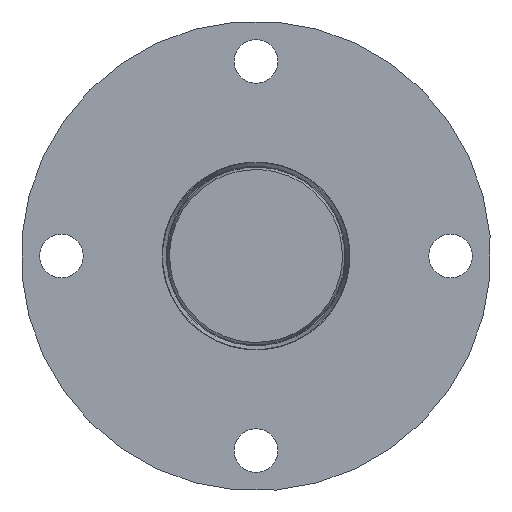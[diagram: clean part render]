
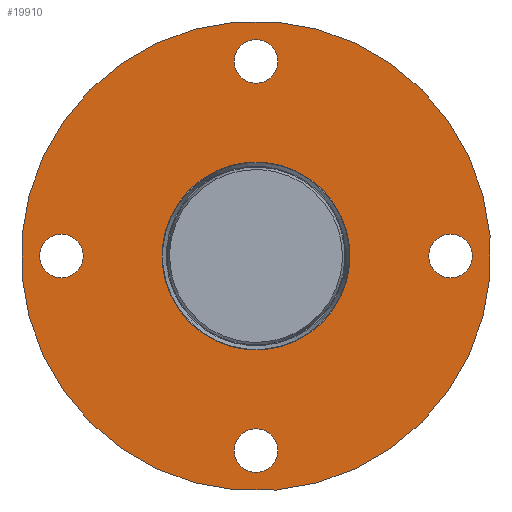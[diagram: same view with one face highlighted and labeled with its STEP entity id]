
A CAD part, front view. The second image highlights one B-rep face of the part: STEP entity #19910.
In plain terms, the highlighted planar face has unit normal (0, -1, 0).
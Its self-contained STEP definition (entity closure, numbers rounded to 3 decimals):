
#76 = VERTEX_POINT ( 'NONE', #22021 ) ;
#182 = AXIS2_PLACEMENT_3D ( 'NONE', #13398, #7342, #33255 ) ;
#304 = AXIS2_PLACEMENT_3D ( 'NONE', #35794, #19195, #4687 ) ;
#323 = DIRECTION ( 'NONE',  ( 0.707, 0., 0.707 ) ) ;
#1673 = EDGE_CURVE ( 'NONE', #10874, #8017, #33289, .T. ) ;
#1882 = EDGE_CURVE ( 'NONE', #8017, #10874, #35085, .T. ) ;
#1990 = VERTEX_POINT ( 'NONE', #22129 ) ;
#3321 = AXIS2_PLACEMENT_3D ( 'NONE', #16827, #17207, #14344 ) ;
#3368 = CIRCLE ( 'NONE', #3321, 6.5 ) ;
#3441 = VERTEX_POINT ( 'NONE', #35876 ) ;
#3625 = ORIENTED_EDGE ( 'NONE', *, *, #28944, .F. ) ;
#4117 = CARTESIAN_POINT ( 'NONE',  ( 0., -20., -58. ) ) ;
#4687 = DIRECTION ( 'NONE',  ( -0.707, 0., -0.707 ) ) ;
#4929 = ORIENTED_EDGE ( 'NONE', *, *, #1673, .F. ) ;
#5249 = CARTESIAN_POINT ( 'NONE',  ( 0., -20., 0. ) ) ;
#5628 = FACE_BOUND ( 'NONE', #35204, .T. ) ;
#5679 = AXIS2_PLACEMENT_3D ( 'NONE', #5249, #16662, #36477 ) ;
#5756 = CIRCLE ( 'NONE', #26963, 70. ) ;
#6509 = FACE_BOUND ( 'NONE', #31282, .T. ) ;
#6744 = DIRECTION ( 'NONE',  ( -0.707, 0., -0.707 ) ) ;
#7342 = DIRECTION ( 'NONE',  ( 0., -1., 0. ) ) ;
#7546 = AXIS2_PLACEMENT_3D ( 'NONE', #4117, #12311, #6744 ) ;
#7621 = DIRECTION ( 'NONE',  ( -0.707, 0., -0.707 ) ) ;
#7675 = CARTESIAN_POINT ( 'NONE',  ( -49.497, -20., -49.497 ) ) ;
#7810 = FACE_BOUND ( 'NONE', #34119, .T. ) ;
#7820 = AXIS2_PLACEMENT_3D ( 'NONE', #24760, #18926, #7621 ) ;
#7951 = VERTEX_POINT ( 'NONE', #26449 ) ;
#8017 = VERTEX_POINT ( 'NONE', #29294 ) ;
#8143 = EDGE_LOOP ( 'NONE', ( #31289, #32484 ) ) ;
#8408 = VERTEX_POINT ( 'NONE', #29265 ) ;
#8440 = DIRECTION ( 'NONE',  ( 0., -1., 0. ) ) ;
#9003 = DIRECTION ( 'NONE',  ( 0., 1., 0. ) ) ;
#9319 = VERTEX_POINT ( 'NONE', #32083 ) ;
#10278 = VERTEX_POINT ( 'NONE', #22209 ) ;
#10426 = VERTEX_POINT ( 'NONE', #11905 ) ;
#10481 = FACE_BOUND ( 'NONE', #34756, .T. ) ;
#10538 = CIRCLE ( 'NONE', #29840, 70. ) ;
#10874 = VERTEX_POINT ( 'NONE', #18302 ) ;
#11905 = CARTESIAN_POINT ( 'NONE',  ( -4.596, -20., 53.404 ) ) ;
#12124 = EDGE_CURVE ( 'NONE', #14425, #1990, #10538, .T. ) ;
#12311 = DIRECTION ( 'NONE',  ( 0., -1., 0. ) ) ;
#12767 = CIRCLE ( 'NONE', #19879, 28. ) ;
#12999 = DIRECTION ( 'NONE',  ( 0., 1., 0. ) ) ;
#13398 = CARTESIAN_POINT ( 'NONE',  ( 0., -20., 58. ) ) ;
#13869 = EDGE_CURVE ( 'NONE', #7951, #10426, #35828, .T. ) ;
#14001 = ORIENTED_EDGE ( 'NONE', *, *, #15329, .F. ) ;
#14344 = DIRECTION ( 'NONE',  ( -0.707, 0., -0.707 ) ) ;
#14425 = VERTEX_POINT ( 'NONE', #7675 ) ;
#15277 = CIRCLE ( 'NONE', #27876, 6.5 ) ;
#15329 = EDGE_CURVE ( 'NONE', #10278, #3441, #34140, .T. ) ;
#15963 = VERTEX_POINT ( 'NONE', #29821 ) ;
#16029 = EDGE_CURVE ( 'NONE', #9319, #8408, #23808, .T. ) ;
#16407 = ORIENTED_EDGE ( 'NONE', *, *, #13869, .F. ) ;
#16662 = DIRECTION ( 'NONE',  ( 0., 1., 0. ) ) ;
#16827 = CARTESIAN_POINT ( 'NONE',  ( 58., -20., 0. ) ) ;
#16998 = DIRECTION ( 'NONE',  ( -0.707, 0., -0.707 ) ) ;
#17123 = DIRECTION ( 'NONE',  ( 0.707, 0., 0.707 ) ) ;
#17207 = DIRECTION ( 'NONE',  ( 0., -1., 0. ) ) ;
#17484 = ORIENTED_EDGE ( 'NONE', *, *, #31377, .T. ) ;
#17635 = FACE_BOUND ( 'NONE', #27472, .T. ) ;
#18063 = AXIS2_PLACEMENT_3D ( 'NONE', #20521, #9003, #323 ) ;
#18302 = CARTESIAN_POINT ( 'NONE',  ( -53.404, -20., 4.596 ) ) ;
#18739 = DIRECTION ( 'NONE',  ( 0.707, 0., 0.707 ) ) ;
#18926 = DIRECTION ( 'NONE',  ( 0., -1., 0. ) ) ;
#19195 = DIRECTION ( 'NONE',  ( 0., -1., 0. ) ) ;
#19229 = EDGE_CURVE ( 'NONE', #10426, #7951, #19366, .T. ) ;
#19366 = CIRCLE ( 'NONE', #7820, 6.5 ) ;
#19766 = ORIENTED_EDGE ( 'NONE', *, *, #1882, .F. ) ;
#19871 = ORIENTED_EDGE ( 'NONE', *, *, #19229, .F. ) ;
#19879 = AXIS2_PLACEMENT_3D ( 'NONE', #25323, #22695, #17123 ) ;
#19910 = ADVANCED_FACE ( 'NONE', ( #28260, #7810, #17635, #6509, #5628, #10481 ), #34300, .F. ) ;
#20521 = CARTESIAN_POINT ( 'NONE',  ( 0., -20., 0. ) ) ;
#20869 = EDGE_CURVE ( 'NONE', #76, #15963, #3368, .T. ) ;
#22021 = CARTESIAN_POINT ( 'NONE',  ( 53.404, -20., -4.596 ) ) ;
#22129 = CARTESIAN_POINT ( 'NONE',  ( 49.497, -20., 49.497 ) ) ;
#22209 = CARTESIAN_POINT ( 'NONE',  ( -4.596, -20., -62.596 ) ) ;
#22695 = DIRECTION ( 'NONE',  ( 0., 1., 0. ) ) ;
#23048 = DIRECTION ( 'NONE',  ( 0., -1., 0. ) ) ;
#23183 = AXIS2_PLACEMENT_3D ( 'NONE', #28408, #8440, #16998 ) ;
#23808 = CIRCLE ( 'NONE', #5679, 28. ) ;
#24478 = ORIENTED_EDGE ( 'NONE', *, *, #27653, .F. ) ;
#24760 = CARTESIAN_POINT ( 'NONE',  ( 0., -20., 58. ) ) ;
#25323 = CARTESIAN_POINT ( 'NONE',  ( 0., -20., 0. ) ) ;
#26449 = CARTESIAN_POINT ( 'NONE',  ( 4.596, -20., 62.596 ) ) ;
#26621 = DIRECTION ( 'NONE',  ( 0., -1., 0. ) ) ;
#26727 = DIRECTION ( 'NONE',  ( 0., 1., 0. ) ) ;
#26963 = AXIS2_PLACEMENT_3D ( 'NONE', #30012, #12999, #18739 ) ;
#27472 = EDGE_LOOP ( 'NONE', ( #14001, #24478 ) ) ;
#27653 = EDGE_CURVE ( 'NONE', #3441, #10278, #15277, .T. ) ;
#27876 = AXIS2_PLACEMENT_3D ( 'NONE', #35052, #26621, #32302 ) ;
#28260 = FACE_OUTER_BOUND ( 'NONE', #8143, .T. ) ;
#28408 = CARTESIAN_POINT ( 'NONE',  ( 58., -20., 0. ) ) ;
#28725 = EDGE_CURVE ( 'NONE', #1990, #14425, #5756, .T. ) ;
#28944 = EDGE_CURVE ( 'NONE', #15963, #76, #32805, .T. ) ;
#28998 = DIRECTION ( 'NONE',  ( -0.707, 0., -0.707 ) ) ;
#29265 = CARTESIAN_POINT ( 'NONE',  ( 19.799, -20., 19.799 ) ) ;
#29294 = CARTESIAN_POINT ( 'NONE',  ( -62.596, -20., -4.596 ) ) ;
#29343 = CARTESIAN_POINT ( 'NONE',  ( 0., -20., 0. ) ) ;
#29577 = DIRECTION ( 'NONE',  ( 0.707, 0., 0.707 ) ) ;
#29821 = CARTESIAN_POINT ( 'NONE',  ( 62.596, -20., 4.596 ) ) ;
#29840 = AXIS2_PLACEMENT_3D ( 'NONE', #29343, #26727, #29577 ) ;
#30012 = CARTESIAN_POINT ( 'NONE',  ( 0., -20., 0. ) ) ;
#31282 = EDGE_LOOP ( 'NONE', ( #19871, #16407 ) ) ;
#31289 = ORIENTED_EDGE ( 'NONE', *, *, #12124, .F. ) ;
#31377 = EDGE_CURVE ( 'NONE', #8408, #9319, #12767, .T. ) ;
#32083 = CARTESIAN_POINT ( 'NONE',  ( -19.799, -20., -19.799 ) ) ;
#32302 = DIRECTION ( 'NONE',  ( -0.707, 0., -0.707 ) ) ;
#32484 = ORIENTED_EDGE ( 'NONE', *, *, #28725, .F. ) ;
#32605 = ORIENTED_EDGE ( 'NONE', *, *, #20869, .F. ) ;
#32805 = CIRCLE ( 'NONE', #23183, 6.5 ) ;
#33255 = DIRECTION ( 'NONE',  ( -0.707, 0., -0.707 ) ) ;
#33289 = CIRCLE ( 'NONE', #304, 6.5 ) ;
#34119 = EDGE_LOOP ( 'NONE', ( #36450, #17484 ) ) ;
#34140 = CIRCLE ( 'NONE', #7546, 6.5 ) ;
#34207 = CARTESIAN_POINT ( 'NONE',  ( -58., -20., 0. ) ) ;
#34300 = PLANE ( 'NONE',  #18063 ) ;
#34756 = EDGE_LOOP ( 'NONE', ( #19766, #4929 ) ) ;
#35052 = CARTESIAN_POINT ( 'NONE',  ( 0., -20., -58. ) ) ;
#35085 = CIRCLE ( 'NONE', #36392, 6.5 ) ;
#35204 = EDGE_LOOP ( 'NONE', ( #32605, #3625 ) ) ;
#35794 = CARTESIAN_POINT ( 'NONE',  ( -58., -20., 0. ) ) ;
#35828 = CIRCLE ( 'NONE', #182, 6.5 ) ;
#35876 = CARTESIAN_POINT ( 'NONE',  ( 4.596, -20., -53.404 ) ) ;
#36392 = AXIS2_PLACEMENT_3D ( 'NONE', #34207, #23048, #28998 ) ;
#36450 = ORIENTED_EDGE ( 'NONE', *, *, #16029, .T. ) ;
#36477 = DIRECTION ( 'NONE',  ( 0.707, 0., 0.707 ) ) ;
